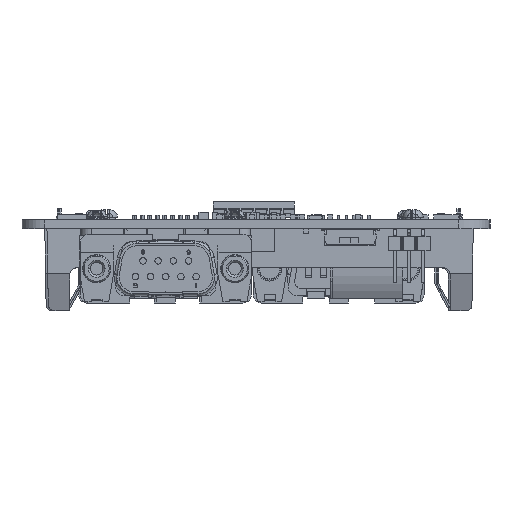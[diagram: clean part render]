
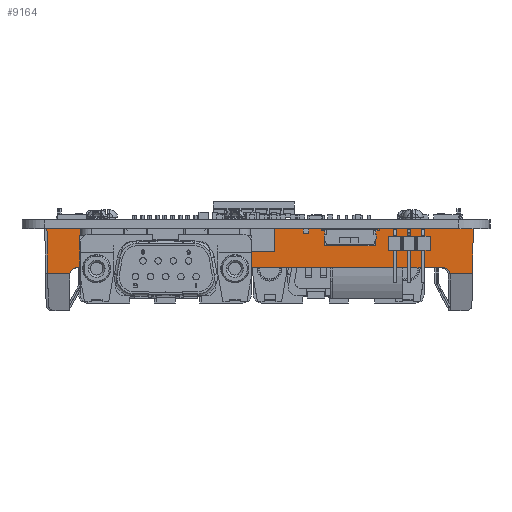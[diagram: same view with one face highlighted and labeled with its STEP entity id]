
A CAD part, left-side view. The second image highlights one B-rep face of the part: STEP entity #9164.
In plain terms, the highlighted face is planar.
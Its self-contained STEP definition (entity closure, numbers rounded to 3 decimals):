
#8550 = VERTEX_POINT('',#8551);
#8551 = CARTESIAN_POINT('',(38.532,0.,10.325));
#8557 = EDGE_CURVE('',#8558,#8550,#8560,.T.);
#8558 = VERTEX_POINT('',#8559);
#8559 = CARTESIAN_POINT('',(2.54,0.,10.325));
#8560 = LINE('',#8561,#8562);
#8561 = CARTESIAN_POINT('',(-25.441,0.,10.325));
#8562 = VECTOR('',#8563,1.);
#8563 = DIRECTION('',(1.,0.,0.));
#8582 = VERTEX_POINT('',#8583);
#8583 = CARTESIAN_POINT('',(-2.54,0.,10.325));
#8589 = EDGE_CURVE('',#8582,#8590,#8592,.T.);
#8590 = VERTEX_POINT('',#8591);
#8591 = CARTESIAN_POINT('',(-38.532,0.,10.325));
#8592 = LINE('',#8593,#8594);
#8593 = CARTESIAN_POINT('',(25.441,0.,10.325));
#8594 = VECTOR('',#8595,1.);
#8595 = DIRECTION('',(-1.,0.,0.));
#8661 = EDGE_CURVE('',#8662,#8590,#8664,.T.);
#8662 = VERTEX_POINT('',#8663);
#8663 = CARTESIAN_POINT('',(-38.39,8.106,10.325));
#8664 = LINE('',#8665,#8666);
#8665 = CARTESIAN_POINT('',(-38.272,14.859,10.325));
#8666 = VECTOR('',#8667,1.);
#8667 = DIRECTION('',(-0.017,-1.,0.));
#9029 = VERTEX_POINT('',#9030);
#9030 = CARTESIAN_POINT('',(-13.081,7.112,10.325));
#9036 = EDGE_CURVE('',#9029,#9037,#9039,.T.);
#9037 = VERTEX_POINT('',#9038);
#9038 = CARTESIAN_POINT('',(13.081,7.112,10.325));
#9039 = LINE('',#9040,#9041);
#9040 = CARTESIAN_POINT('',(0.,7.112,10.325));
#9041 = VECTOR('',#9042,1.);
#9042 = DIRECTION('',(1.,0.,0.));
#9081 = EDGE_CURVE('',#9082,#9084,#9086,.T.);
#9082 = VERTEX_POINT('',#9083);
#9083 = CARTESIAN_POINT('',(-33.147,7.112,10.325));
#9084 = VERTEX_POINT('',#9085);
#9085 = CARTESIAN_POINT('',(-25.781,7.112,10.325));
#9086 = LINE('',#9087,#9088);
#9087 = CARTESIAN_POINT('',(0.,7.112,10.325));
#9088 = VECTOR('',#9089,1.);
#9089 = DIRECTION('',(1.,0.,0.));
#9164 = ADVANCED_FACE('',(#9165),#9254,.T.);
#9165 = FACE_BOUND('',#9166,.T.);
#9166 = EDGE_LOOP('',(#9167,#9175,#9183,#9189,#9190,#9198,#9206,#9215,
    #9223,#9229,#9230,#9236,#9237,#9246,#9252,#9253));
#9167 = ORIENTED_EDGE('',*,*,#9168,.T.);
#9168 = EDGE_CURVE('',#8582,#9169,#9171,.T.);
#9169 = VERTEX_POINT('',#9170);
#9170 = CARTESIAN_POINT('',(-2.54,4.191,10.325));
#9171 = LINE('',#9172,#9173);
#9172 = CARTESIAN_POINT('',(-2.54,-4.191,10.325));
#9173 = VECTOR('',#9174,1.);
#9174 = DIRECTION('',(0.,1.,0.));
#9175 = ORIENTED_EDGE('',*,*,#9176,.T.);
#9176 = EDGE_CURVE('',#9169,#9177,#9179,.T.);
#9177 = VERTEX_POINT('',#9178);
#9178 = CARTESIAN_POINT('',(2.54,4.191,10.325));
#9179 = LINE('',#9180,#9181);
#9180 = CARTESIAN_POINT('',(2.54,4.191,10.325));
#9181 = VECTOR('',#9182,1.);
#9182 = DIRECTION('',(1.,0.,0.));
#9183 = ORIENTED_EDGE('',*,*,#9184,.F.);
#9184 = EDGE_CURVE('',#8558,#9177,#9185,.T.);
#9185 = LINE('',#9186,#9187);
#9186 = CARTESIAN_POINT('',(2.54,-4.191,10.325));
#9187 = VECTOR('',#9188,1.);
#9188 = DIRECTION('',(0.,1.,0.));
#9189 = ORIENTED_EDGE('',*,*,#8557,.T.);
#9190 = ORIENTED_EDGE('',*,*,#9191,.F.);
#9191 = EDGE_CURVE('',#9192,#8550,#9194,.T.);
#9192 = VERTEX_POINT('',#9193);
#9193 = CARTESIAN_POINT('',(38.39,8.106,10.325));
#9194 = LINE('',#9195,#9196);
#9195 = CARTESIAN_POINT('',(38.272,14.859,10.325));
#9196 = VECTOR('',#9197,1.);
#9197 = DIRECTION('',(0.017,-1.,0.));
#9198 = ORIENTED_EDGE('',*,*,#9199,.F.);
#9199 = EDGE_CURVE('',#9200,#9192,#9202,.T.);
#9200 = VERTEX_POINT('',#9201);
#9201 = CARTESIAN_POINT('',(34.387,8.106,10.325));
#9202 = LINE('',#9203,#9204);
#9203 = CARTESIAN_POINT('',(-25.441,8.106,10.325));
#9204 = VECTOR('',#9205,1.);
#9205 = DIRECTION('',(1.,0.,0.));
#9206 = ORIENTED_EDGE('',*,*,#9207,.T.);
#9207 = EDGE_CURVE('',#9200,#9208,#9210,.T.);
#9208 = VERTEX_POINT('',#9209);
#9209 = CARTESIAN_POINT('',(33.147,7.112,10.325));
#9210 = CIRCLE('',#9211,1.27);
#9211 = AXIS2_PLACEMENT_3D('',#9212,#9213,#9214);
#9212 = CARTESIAN_POINT('',(33.147,8.382,10.325));
#9213 = DIRECTION('',(0.,0.,-1.));
#9214 = DIRECTION('',(0.,-1.,0.));
#9215 = ORIENTED_EDGE('',*,*,#9216,.T.);
#9216 = EDGE_CURVE('',#9208,#9217,#9219,.T.);
#9217 = VERTEX_POINT('',#9218);
#9218 = CARTESIAN_POINT('',(25.781,7.112,10.325));
#9219 = LINE('',#9220,#9221);
#9220 = CARTESIAN_POINT('',(0.,7.112,10.325));
#9221 = VECTOR('',#9222,1.);
#9222 = DIRECTION('',(-1.,0.,0.));
#9223 = ORIENTED_EDGE('',*,*,#9224,.F.);
#9224 = EDGE_CURVE('',#9037,#9217,#9225,.T.);
#9225 = LINE('',#9226,#9227);
#9226 = CARTESIAN_POINT('',(13.081,7.112,10.325));
#9227 = VECTOR('',#9228,1.);
#9228 = DIRECTION('',(1.,0.,0.));
#9229 = ORIENTED_EDGE('',*,*,#9036,.F.);
#9230 = ORIENTED_EDGE('',*,*,#9231,.T.);
#9231 = EDGE_CURVE('',#9029,#9084,#9232,.T.);
#9232 = LINE('',#9233,#9234);
#9233 = CARTESIAN_POINT('',(-13.081,7.112,10.325));
#9234 = VECTOR('',#9235,1.);
#9235 = DIRECTION('',(-1.,0.,0.));
#9236 = ORIENTED_EDGE('',*,*,#9081,.F.);
#9237 = ORIENTED_EDGE('',*,*,#9238,.F.);
#9238 = EDGE_CURVE('',#9239,#9082,#9241,.T.);
#9239 = VERTEX_POINT('',#9240);
#9240 = CARTESIAN_POINT('',(-34.387,8.106,10.325));
#9241 = CIRCLE('',#9242,1.27);
#9242 = AXIS2_PLACEMENT_3D('',#9243,#9244,#9245);
#9243 = CARTESIAN_POINT('',(-33.147,8.382,10.325));
#9244 = DIRECTION('',(0.,0.,1.));
#9245 = DIRECTION('',(0.,-1.,0.));
#9246 = ORIENTED_EDGE('',*,*,#9247,.T.);
#9247 = EDGE_CURVE('',#9239,#8662,#9248,.T.);
#9248 = LINE('',#9249,#9250);
#9249 = CARTESIAN_POINT('',(25.441,8.106,10.325));
#9250 = VECTOR('',#9251,1.);
#9251 = DIRECTION('',(-1.,0.,0.));
#9252 = ORIENTED_EDGE('',*,*,#8661,.T.);
#9253 = ORIENTED_EDGE('',*,*,#8589,.F.);
#9254 = PLANE('',#9255);
#9255 = AXIS2_PLACEMENT_3D('',#9256,#9257,#9258);
#9256 = CARTESIAN_POINT('',(25.441,0.,10.325));
#9257 = DIRECTION('',(0.,0.,1.));
#9258 = DIRECTION('',(0.,-1.,0.));
